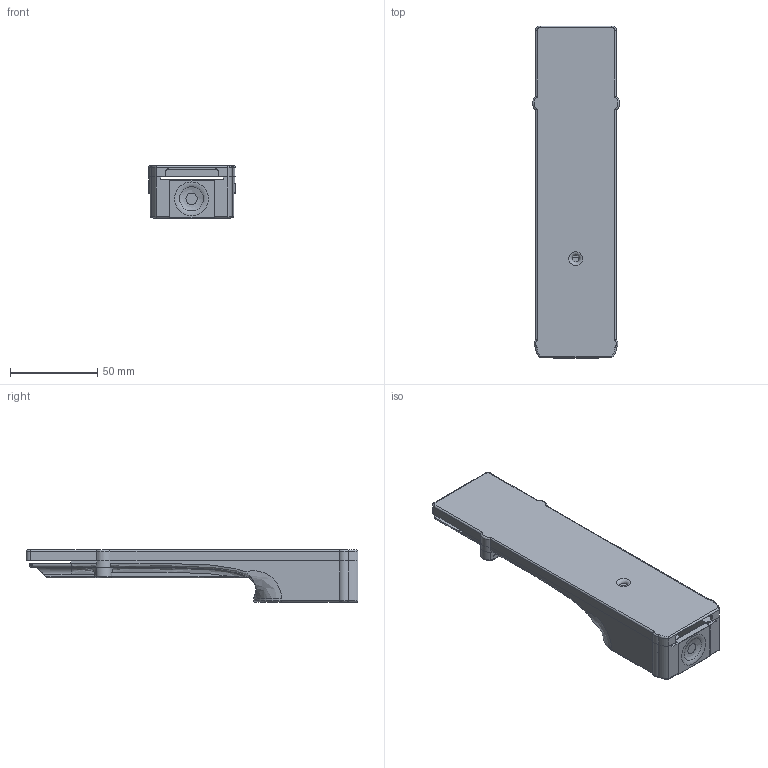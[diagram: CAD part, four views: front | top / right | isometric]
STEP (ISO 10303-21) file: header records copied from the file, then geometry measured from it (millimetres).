
FILE_DESCRIPTION(/* description */ (''),/* implementation_level */ '2;1');
FILE_NAME(/* name */ 'Handle Cover.step',/* time_stamp */ '2024-08-28T00:17:12-04:00',/* author */ (''),/* organization */ (''),/* preprocessor_version */ 'ST-DEVELOPER v20',/* originating_system */ 'Autodesk Translation Framework v13.14.0.145',/* authorisation */ '');
FILE_SCHEMA (('AUTOMOTIVE_DESIGN { 1 0 10303 214 3 1 1 }'));
Length unit declared in the file: millimetre
Products named in the file (1): cover
Bounding box: 50 x 190.75 x 30 mm (x, y, z)
Volume: 76181 mm3; surface area: 51944.9 mm2
Topology: 3 solids, 3 shells, 327 faces, 822 edges, 536 vertices
Faces by surface type: cylinder 127, plane 123, bspline 53, torus 24
Full cylindrical faces by diameter (mm): 3.332 x9, 4.109 x7, 4.5 x4, 7 x2, 7.3 x2, 8 x1
Entity records: 15566 total; most frequent: CARTESIAN_POINT 8084, ORIENTED_EDGE 1632, DIRECTION 1391, EDGE_CURVE 816, VERTEX_POINT 536, AXIS2_PLACEMENT_3D 533, EDGE_LOOP 378, FACE_OUTER_BOUND 327
